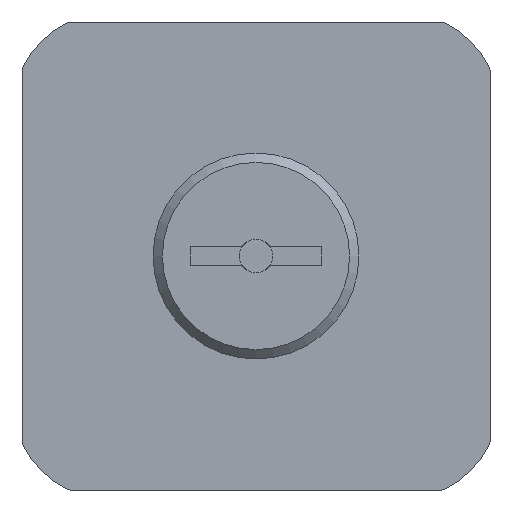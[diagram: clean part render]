
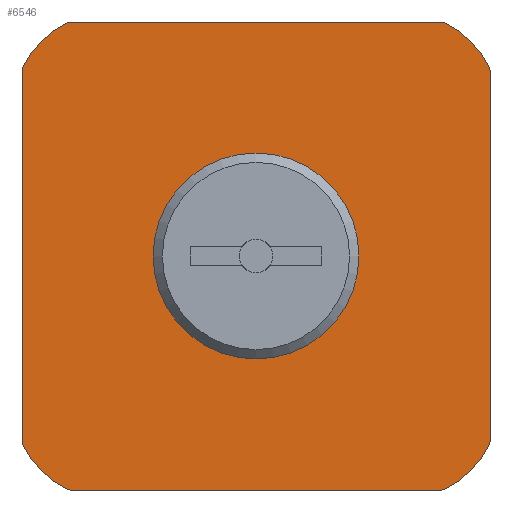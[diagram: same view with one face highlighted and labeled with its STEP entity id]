
A CAD part, front view. The second image highlights one B-rep face of the part: STEP entity #6546.
In plain terms, the highlighted planar face has unit normal (0, -1, 0).
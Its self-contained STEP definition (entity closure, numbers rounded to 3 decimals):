
#203=PLANE('',#7057);
#538=LINE('',#9915,#908);
#539=LINE('',#9923,#909);
#540=LINE('',#9931,#910);
#541=LINE('',#9939,#911);
#908=VECTOR('',#8331,1000.);
#909=VECTOR('',#8338,1000.);
#910=VECTOR('',#8345,1000.);
#911=VECTOR('',#8352,1000.);
#2113=ORIENTED_EDGE('',*,*,#2911,.F.);
#2114=ORIENTED_EDGE('',*,*,#2954,.F.);
#2115=ORIENTED_EDGE('',*,*,#2955,.F.);
#2116=ORIENTED_EDGE('',*,*,#2956,.F.);
#2117=ORIENTED_EDGE('',*,*,#2957,.F.);
#2118=ORIENTED_EDGE('',*,*,#2958,.F.);
#2119=ORIENTED_EDGE('',*,*,#2959,.F.);
#2120=ORIENTED_EDGE('',*,*,#2960,.F.);
#2121=ORIENTED_EDGE('',*,*,#2961,.F.);
#2122=ORIENTED_EDGE('',*,*,#2962,.F.);
#2123=ORIENTED_EDGE('',*,*,#2963,.F.);
#2124=ORIENTED_EDGE('',*,*,#2964,.F.);
#2125=ORIENTED_EDGE('',*,*,#2965,.F.);
#2126=ORIENTED_EDGE('',*,*,#2966,.F.);
#2127=ORIENTED_EDGE('',*,*,#2967,.F.);
#2128=ORIENTED_EDGE('',*,*,#2968,.F.);
#2129=ORIENTED_EDGE('',*,*,#2969,.F.);
#2911=EDGE_CURVE('',#3443,#3443,#3756,.F.);
#2954=EDGE_CURVE('',#3466,#3467,#3761,.T.);
#2955=EDGE_CURVE('',#3468,#3466,#3762,.T.);
#2956=EDGE_CURVE('',#3469,#3468,#3763,.T.);
#2957=EDGE_CURVE('',#3470,#3469,#538,.T.);
#2958=EDGE_CURVE('',#3471,#3470,#3764,.T.);
#2959=EDGE_CURVE('',#3472,#3471,#3765,.T.);
#2960=EDGE_CURVE('',#3473,#3472,#3766,.T.);
#2961=EDGE_CURVE('',#3474,#3473,#539,.T.);
#2962=EDGE_CURVE('',#3475,#3474,#3767,.T.);
#2963=EDGE_CURVE('',#3476,#3475,#3768,.T.);
#2964=EDGE_CURVE('',#3477,#3476,#3769,.T.);
#2965=EDGE_CURVE('',#3478,#3477,#540,.T.);
#2966=EDGE_CURVE('',#3479,#3478,#3770,.T.);
#2967=EDGE_CURVE('',#3480,#3479,#3771,.T.);
#2968=EDGE_CURVE('',#3481,#3480,#3772,.T.);
#2969=EDGE_CURVE('',#3467,#3481,#541,.T.);
#3443=VERTEX_POINT('',#9820);
#3466=VERTEX_POINT('',#9909);
#3467=VERTEX_POINT('',#9910);
#3468=VERTEX_POINT('',#9912);
#3469=VERTEX_POINT('',#9914);
#3470=VERTEX_POINT('',#9916);
#3471=VERTEX_POINT('',#9918);
#3472=VERTEX_POINT('',#9920);
#3473=VERTEX_POINT('',#9922);
#3474=VERTEX_POINT('',#9924);
#3475=VERTEX_POINT('',#9926);
#3476=VERTEX_POINT('',#9928);
#3477=VERTEX_POINT('',#9930);
#3478=VERTEX_POINT('',#9932);
#3479=VERTEX_POINT('',#9934);
#3480=VERTEX_POINT('',#9936);
#3481=VERTEX_POINT('',#9938);
#3756=CIRCLE('',#7030,11.);
#3761=CIRCLE('',#7058,0.6);
#3762=CIRCLE('',#7059,10.5);
#3763=CIRCLE('',#7060,0.6);
#3764=CIRCLE('',#7061,0.6);
#3765=CIRCLE('',#7062,10.5);
#3766=CIRCLE('',#7063,0.6);
#3767=CIRCLE('',#7064,0.6);
#3768=CIRCLE('',#7065,10.5);
#3769=CIRCLE('',#7066,0.6);
#3770=CIRCLE('',#7067,0.6);
#3771=CIRCLE('',#7068,10.5);
#3772=CIRCLE('',#7069,0.6);
#4106=EDGE_LOOP('',(#2113));
#4107=EDGE_LOOP('',(#2114,#2115,#2116,#2117,#2118,#2119,#2120,#2121,#2122,
#2123,#2124,#2125,#2126,#2127,#2128,#2129));
#4522=FACE_BOUND('',#4106,.T.);
#4523=FACE_BOUND('',#4107,.T.);
#6546=ADVANCED_FACE('',(#4522,#4523),#203,.F.);
#7030=AXIS2_PLACEMENT_3D('',#9819,#8231,#8232);
#7057=AXIS2_PLACEMENT_3D('',#9907,#8323,#8324);
#7058=AXIS2_PLACEMENT_3D('',#9908,#8325,#8326);
#7059=AXIS2_PLACEMENT_3D('',#9911,#8327,#8328);
#7060=AXIS2_PLACEMENT_3D('',#9913,#8329,#8330);
#7061=AXIS2_PLACEMENT_3D('',#9917,#8332,#8333);
#7062=AXIS2_PLACEMENT_3D('',#9919,#8334,#8335);
#7063=AXIS2_PLACEMENT_3D('',#9921,#8336,#8337);
#7064=AXIS2_PLACEMENT_3D('',#9925,#8339,#8340);
#7065=AXIS2_PLACEMENT_3D('',#9927,#8341,#8342);
#7066=AXIS2_PLACEMENT_3D('',#9929,#8343,#8344);
#7067=AXIS2_PLACEMENT_3D('',#9933,#8346,#8347);
#7068=AXIS2_PLACEMENT_3D('',#9935,#8348,#8349);
#7069=AXIS2_PLACEMENT_3D('',#9937,#8350,#8351);
#8231=DIRECTION('',(0.,1.,0.));
#8232=DIRECTION('',(0.,0.,1.));
#8323=DIRECTION('',(0.,1.,0.));
#8324=DIRECTION('',(0.,0.,1.));
#8325=DIRECTION('',(0.,1.,0.));
#8326=DIRECTION('',(1.,0.,0.));
#8327=DIRECTION('',(0.,1.,0.));
#8328=DIRECTION('',(1.,0.,0.));
#8329=DIRECTION('',(0.,1.,0.));
#8330=DIRECTION('',(1.,0.,0.));
#8331=DIRECTION('',(-1.,0.,0.));
#8332=DIRECTION('',(0.,1.,0.));
#8333=DIRECTION('',(1.,0.,0.));
#8334=DIRECTION('',(0.,1.,0.));
#8335=DIRECTION('',(1.,0.,0.));
#8336=DIRECTION('',(0.,1.,0.));
#8337=DIRECTION('',(1.,0.,0.));
#8338=DIRECTION('',(0.,0.,-1.));
#8339=DIRECTION('',(0.,1.,0.));
#8340=DIRECTION('',(1.,0.,0.));
#8341=DIRECTION('',(0.,1.,0.));
#8342=DIRECTION('',(1.,0.,0.));
#8343=DIRECTION('',(0.,1.,0.));
#8344=DIRECTION('',(1.,0.,0.));
#8345=DIRECTION('',(1.,0.,0.));
#8346=DIRECTION('',(0.,1.,0.));
#8347=DIRECTION('',(1.,0.,0.));
#8348=DIRECTION('',(0.,1.,0.));
#8349=DIRECTION('',(1.,0.,0.));
#8350=DIRECTION('',(0.,1.,0.));
#8351=DIRECTION('',(1.,0.,0.));
#8352=DIRECTION('',(0.,0.,1.));
#9819=CARTESIAN_POINT('',(0.,0.,0.));
#9820=CARTESIAN_POINT('',(0.,0.,11.));
#9907=CARTESIAN_POINT('',(-24.4,0.,-19.836));
#9908=CARTESIAN_POINT('',(-24.4,0.,-19.836));
#9909=CARTESIAN_POINT('',(-24.939,0.,-20.099));
#9910=CARTESIAN_POINT('',(-25.,0.,-19.836));
#9911=CARTESIAN_POINT('',(-15.5,0.,-15.5));
#9912=CARTESIAN_POINT('',(-20.099,0.,-24.939));
#9913=CARTESIAN_POINT('',(-19.836,0.,-24.4));
#9914=CARTESIAN_POINT('',(-19.836,0.,-25.));
#9915=CARTESIAN_POINT('',(19.836,0.,-25.));
#9916=CARTESIAN_POINT('',(19.836,0.,-25.));
#9917=CARTESIAN_POINT('',(19.836,0.,-24.4));
#9918=CARTESIAN_POINT('',(20.099,0.,-24.939));
#9919=CARTESIAN_POINT('',(15.5,0.,-15.5));
#9920=CARTESIAN_POINT('',(24.939,0.,-20.099));
#9921=CARTESIAN_POINT('',(24.4,0.,-19.836));
#9922=CARTESIAN_POINT('',(25.,0.,-19.836));
#9923=CARTESIAN_POINT('',(25.,0.,19.836));
#9924=CARTESIAN_POINT('',(25.,0.,19.836));
#9925=CARTESIAN_POINT('',(24.4,0.,19.836));
#9926=CARTESIAN_POINT('',(24.939,0.,20.099));
#9927=CARTESIAN_POINT('',(15.5,0.,15.5));
#9928=CARTESIAN_POINT('',(20.099,0.,24.939));
#9929=CARTESIAN_POINT('',(19.836,0.,24.4));
#9930=CARTESIAN_POINT('',(19.836,0.,25.));
#9931=CARTESIAN_POINT('',(-19.836,0.,25.));
#9932=CARTESIAN_POINT('',(-19.836,0.,25.));
#9933=CARTESIAN_POINT('',(-19.836,0.,24.4));
#9934=CARTESIAN_POINT('',(-20.099,0.,24.939));
#9935=CARTESIAN_POINT('',(-15.5,0.,15.5));
#9936=CARTESIAN_POINT('',(-24.939,0.,20.099));
#9937=CARTESIAN_POINT('',(-24.4,0.,19.836));
#9938=CARTESIAN_POINT('',(-25.,0.,19.836));
#9939=CARTESIAN_POINT('',(-25.,0.,-19.836));
